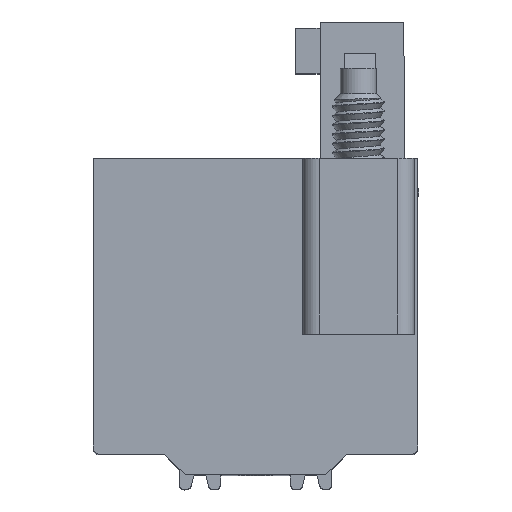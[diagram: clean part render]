
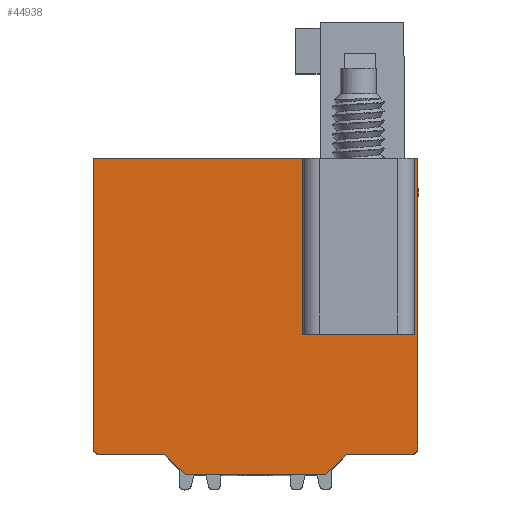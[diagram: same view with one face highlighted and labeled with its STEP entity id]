
A CAD part, top view. The second image highlights one B-rep face of the part: STEP entity #44938.
In plain terms, the highlighted planar face has unit normal (0, 0, 1).
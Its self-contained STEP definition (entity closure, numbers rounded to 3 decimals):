
#1984=CARTESIAN_POINT('',(15.175,-11.4,0.546));
#1985=VERTEX_POINT('',#1984);
#1986=CARTESIAN_POINT('',(12.025,-11.4,0.546));
#1987=VERTEX_POINT('',#1986);
#1988=CARTESIAN_POINT('',(15.175,-11.4,0.546));
#1989=DIRECTION('',(-1.,0.,0.));
#1990=VECTOR('',#1989,3.15);
#1991=LINE('',#1988,#1990);
#1992=EDGE_CURVE('',#1985,#1987,#1991,.T.);
#2319=CARTESIAN_POINT('',(15.475,-11.1,0.546));
#2320=VERTEX_POINT('',#2319);
#2321=CARTESIAN_POINT('',(15.175,-11.1,0.546));
#2322=DIRECTION('',(1.,0.,0.));
#2323=DIRECTION('',(0.,0.,-1.));
#2324=AXIS2_PLACEMENT_3D('',#2321,#2323,#2322);
#2325=CIRCLE('',#2324,0.3);
#2326=EDGE_CURVE('',#2320,#1985,#2325,.T.);
#2352=CARTESIAN_POINT('',(15.475,2.9,0.546));
#2353=VERTEX_POINT('',#2352);
#2354=CARTESIAN_POINT('',(15.475,2.9,0.546));
#2355=DIRECTION('',(0.,-1.,0.));
#2356=VECTOR('',#2355,14.);
#2357=LINE('',#2354,#2356);
#2358=EDGE_CURVE('',#2353,#2320,#2357,.T.);
#2574=CARTESIAN_POINT('',(-0.225,2.9,0.546));
#2575=VERTEX_POINT('',#2574);
#2582=CARTESIAN_POINT('',(9.9,2.9,0.546));
#2583=VERTEX_POINT('',#2582);
#2584=CARTESIAN_POINT('',(-0.225,2.9,0.546));
#2585=DIRECTION('',(1.,0.,0.));
#2586=VECTOR('',#2585,10.125);
#2587=LINE('',#2584,#2586);
#2588=EDGE_CURVE('',#2575,#2583,#2587,.T.);
#2624=CARTESIAN_POINT('',(15.3,2.9,0.546));
#2625=VERTEX_POINT('',#2624);
#2632=CARTESIAN_POINT('',(15.3,2.9,0.546));
#2633=DIRECTION('',(1.,0.,0.));
#2634=VECTOR('',#2633,0.175);
#2635=LINE('',#2632,#2634);
#2636=EDGE_CURVE('',#2625,#2353,#2635,.T.);
#3871=CARTESIAN_POINT('',(-0.225,-11.1,0.546));
#3872=VERTEX_POINT('',#3871);
#3873=CARTESIAN_POINT('',(-0.225,-11.1,0.546));
#3874=DIRECTION('',(0.,1.,0.));
#3875=VECTOR('',#3874,14.);
#3876=LINE('',#3873,#3875);
#3877=EDGE_CURVE('',#3872,#2575,#3876,.T.);
#4072=CARTESIAN_POINT('',(0.075,-11.4,0.546));
#4073=VERTEX_POINT('',#4072);
#4074=CARTESIAN_POINT('',(0.075,-11.1,0.546));
#4075=DIRECTION('',(0.,-1.,0.));
#4076=DIRECTION('',(0.,0.,-1.));
#4077=AXIS2_PLACEMENT_3D('',#4074,#4076,#4075);
#4078=CIRCLE('',#4077,0.3);
#4079=EDGE_CURVE('',#4073,#3872,#4078,.T.);
#4259=CARTESIAN_POINT('',(3.225,-11.4,0.546));
#4260=VERTEX_POINT('',#4259);
#4267=CARTESIAN_POINT('',(3.225,-11.4,0.546));
#4268=DIRECTION('',(-1.,0.,0.));
#4269=VECTOR('',#4268,3.15);
#4270=LINE('',#4267,#4269);
#4271=EDGE_CURVE('',#4260,#4073,#4270,.T.);
#4626=CARTESIAN_POINT('',(11.025,-12.4,0.546));
#4627=VERTEX_POINT('',#4626);
#4634=CARTESIAN_POINT('',(4.225,-12.4,0.546));
#4635=VERTEX_POINT('',#4634);
#4636=CARTESIAN_POINT('',(11.025,-12.4,0.546));
#4637=DIRECTION('',(-1.,0.,0.));
#4638=VECTOR('',#4637,6.8);
#4639=LINE('',#4636,#4638);
#4640=EDGE_CURVE('',#4627,#4635,#4639,.T.);
#17250=CARTESIAN_POINT('',(12.025,-11.4,0.546));
#17251=DIRECTION('',(-0.707,-0.707,0.));
#17252=VECTOR('',#17251,1.414);
#17253=LINE('',#17250,#17252);
#17254=EDGE_CURVE('',#1987,#4627,#17253,.T.);
#17283=CARTESIAN_POINT('',(9.9,-5.6,0.546));
#17284=VERTEX_POINT('',#17283);
#17291=CARTESIAN_POINT('',(15.3,-5.6,0.546));
#17292=VERTEX_POINT('',#17291);
#17293=CARTESIAN_POINT('',(15.3,-5.6,0.546));
#17294=DIRECTION('',(-1.,0.,0.));
#17295=VECTOR('',#17294,5.4);
#17296=LINE('',#17293,#17295);
#17297=EDGE_CURVE('',#17292,#17284,#17296,.T.);
#17399=CARTESIAN_POINT('',(9.9,-5.6,0.546));
#17400=DIRECTION('',(0.,1.,0.));
#17401=VECTOR('',#17400,8.5);
#17402=LINE('',#17399,#17401);
#17403=EDGE_CURVE('',#17284,#2583,#17402,.T.);
#17416=CARTESIAN_POINT('',(15.3,2.9,0.546));
#17417=DIRECTION('',(0.,-1.,0.));
#17418=VECTOR('',#17417,8.5);
#17419=LINE('',#17416,#17418);
#17420=EDGE_CURVE('',#2625,#17292,#17419,.T.);
#18056=CARTESIAN_POINT('',(3.225,-11.4,0.546));
#18057=DIRECTION('',(0.707,-0.707,0.));
#18058=VECTOR('',#18057,1.414);
#18059=LINE('',#18056,#18058);
#18060=EDGE_CURVE('',#4260,#4635,#18059,.T.);
#44917=CARTESIAN_POINT('',(7.625,-4.75,0.546));
#44918=DIRECTION('',(1.,0.,0.));
#44919=DIRECTION('',(0.,0.,1.));
#44920=AXIS2_PLACEMENT_3D('',#44917,#44919,#44918);
#44921=PLANE('',#44920);
#44922=ORIENTED_EDGE('',*,*,#2588,.F.);
#44923=ORIENTED_EDGE('',*,*,#3877,.F.);
#44924=ORIENTED_EDGE('',*,*,#4079,.F.);
#44925=ORIENTED_EDGE('',*,*,#4271,.F.);
#44926=ORIENTED_EDGE('',*,*,#18060,.T.);
#44927=ORIENTED_EDGE('',*,*,#4640,.F.);
#44928=ORIENTED_EDGE('',*,*,#17254,.F.);
#44929=ORIENTED_EDGE('',*,*,#1992,.F.);
#44930=ORIENTED_EDGE('',*,*,#2326,.F.);
#44931=ORIENTED_EDGE('',*,*,#2358,.F.);
#44932=ORIENTED_EDGE('',*,*,#2636,.F.);
#44933=ORIENTED_EDGE('',*,*,#17420,.T.);
#44934=ORIENTED_EDGE('',*,*,#17297,.T.);
#44935=ORIENTED_EDGE('',*,*,#17403,.T.);
#44936=EDGE_LOOP('',(#44922,#44923,#44924,#44925,#44926,#44927,#44928,#44929,#44930,#44931,#44932,#44933,#44934,#44935));
#44937=FACE_OUTER_BOUND('',#44936,.T.);
#44938=ADVANCED_FACE('',(#44937),#44921,.T.);
